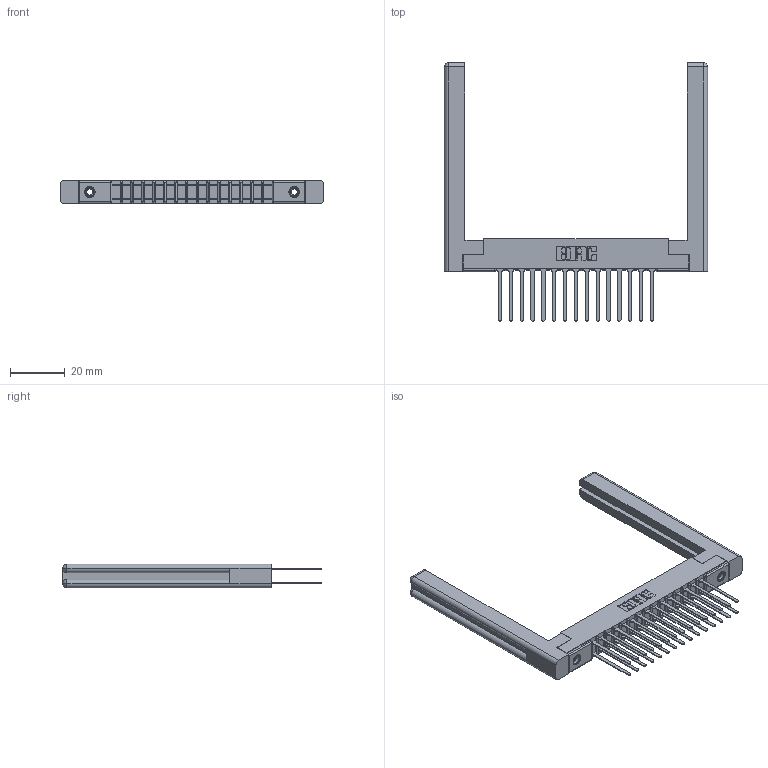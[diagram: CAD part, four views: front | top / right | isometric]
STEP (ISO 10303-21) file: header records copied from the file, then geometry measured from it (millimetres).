
FILE_DESCRIPTION (( 'STEP AP203' ), '1' );
FILE_NAME ('307-030-540-258.STEP', '2019-09-06T00:41:48', ( '' ), ( '' ), 'SwSTEP 2.0', 'SolidWorks 2016', '' );
FILE_SCHEMA (( 'CONFIG_CONTROL_DESIGN' ));
Length unit declared in the file: inch
Products named in the file (5): 345-250-001_345-250-001-102; 307 Part_.156 Dia Mounting Holes; 307-220-058; 307-030-540-258; 307-290-001_540
Assembly tree (35 placements, depth 2):
  307-030-540-258
    307 Part_.156 Dia Mounting Holes
    307-290-001_540  x30
    307-220-058  x2
    345-250-001_345-250-001-102  x2
Bounding box: 96.06 x 94.31 x 8.71 mm (x, y, z)
Volume: 14138.4 mm3; surface area: 17075.8 mm2
Topology: 35 solids, 35 shells, 1656 faces, 4577 edges, 2954 vertices
Faces by surface type: plane 1084, cylinder 516, sphere 32, torus 12, cone 12
Entity records: 19269 total; most frequent: CARTESIAN_POINT 3178, ORIENTED_EDGE 3088, DIRECTION 3082, EDGE_CURVE 1544, LINE 1170, VECTOR 1170, VERTEX_POINT 998, AXIS2_PLACEMENT_3D 956
